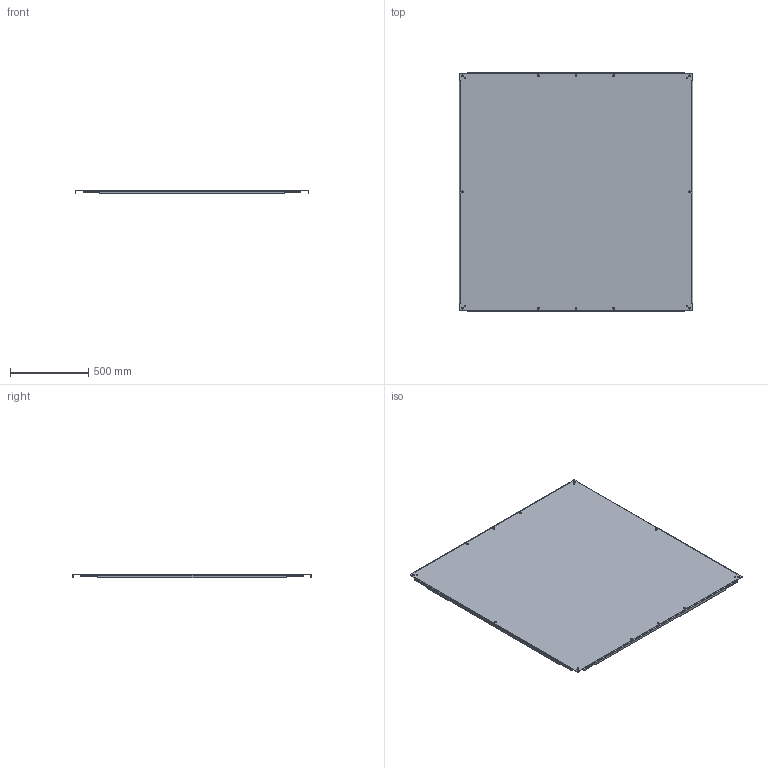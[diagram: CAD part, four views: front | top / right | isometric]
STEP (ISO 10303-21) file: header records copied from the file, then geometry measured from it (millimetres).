
FILE_DESCRIPTION (( 'STEP AP214' ), '1' );
FILE_NAME ('SCE-N68P66GALV.STEP', '2024-04-24T19:07:54', ( '' ), ( '' ), 'SwSTEP 2.0', 'SolidWorks 2023', '' );
FILE_SCHEMA (( 'AUTOMOTIVE_DESIGN' ));
Length unit declared in the file: inch
Products named in the file (1): SCE-N68P66GALV
Bounding box: 1490.66 x 1522.41 x 22.23 mm (x, y, z)
Volume: 7484564.9 mm3; surface area: 4735893.1 mm2
Topology: 1 solids, 1 shells, 130 faces, 352 edges, 224 vertices
Faces by surface type: cylinder 60, plane 46, bspline 24
Entity records: 4780 total; most frequent: CARTESIAN_POINT 1454, ORIENTED_EDGE 704, DIRECTION 653, EDGE_CURVE 352, AXIS2_PLACEMENT_3D 227, VERTEX_POINT 224, VECTOR 199, LINE 199
